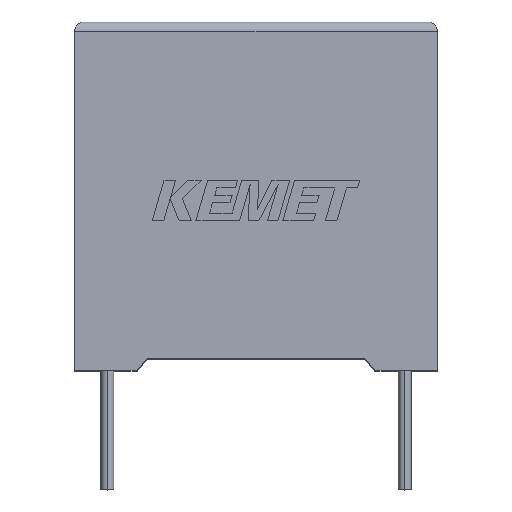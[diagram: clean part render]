
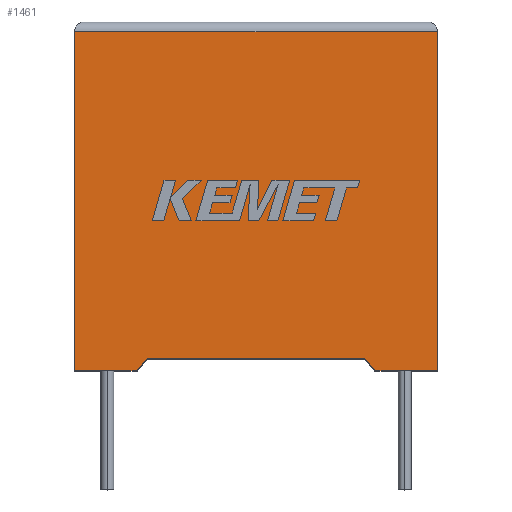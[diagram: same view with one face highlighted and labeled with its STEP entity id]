
A CAD part, top view. The second image highlights one B-rep face of the part: STEP entity #1461.
In plain terms, the highlighted planar face has unit normal (0, 0, 1).
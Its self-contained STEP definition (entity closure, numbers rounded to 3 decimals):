
#18 = ORIENTED_EDGE ( 'NONE', *, *, #1161, .T. ) ;
#100 = DIRECTION ( 'NONE',  ( 0., -1., 0. ) ) ;
#101 = VERTEX_POINT ( 'NONE', #2038 ) ;
#164 = LINE ( 'NONE', #635, #2118 ) ;
#243 = DIRECTION ( 'NONE',  ( -0.642, -0.767, 0. ) ) ;
#336 = EDGE_CURVE ( 'NONE', #1299, #1396, #701, .T. ) ;
#498 = CARTESIAN_POINT ( 'NONE',  ( 3.658, 0.607, 6.2 ) ) ;
#512 = ORIENTED_EDGE ( 'NONE', *, *, #1220, .T. ) ;
#523 = DIRECTION ( 'NONE',  ( -1., 0., 0. ) ) ;
#626 = ORIENTED_EDGE ( 'NONE', *, *, #2037, .F. ) ;
#635 = CARTESIAN_POINT ( 'NONE',  ( 0., 0., 6.2 ) ) ;
#701 = LINE ( 'NONE', #2400, #1596 ) ;
#784 = ORIENTED_EDGE ( 'NONE', *, *, #2365, .T. ) ;
#848 = CARTESIAN_POINT ( 'NONE',  ( 0., 0., 6.2 ) ) ;
#913 = LINE ( 'NONE', #3054, #2058 ) ;
#916 = AXIS2_PLACEMENT_3D ( 'NONE', #1708, #2658, #523 ) ;
#941 = LINE ( 'NONE', #959, #2833 ) ;
#959 = CARTESIAN_POINT ( 'NONE',  ( 9.15, 0.607, 6.2 ) ) ;
#970 = VECTOR ( 'NONE', #100, 1000. ) ;
#1150 = CARTESIAN_POINT ( 'NONE',  ( 0., 0., 6.2 ) ) ;
#1161 = EDGE_CURVE ( 'NONE', #2831, #1317, #2256, .T. ) ;
#1202 = CARTESIAN_POINT ( 'NONE',  ( 0., 17.1, 6.2 ) ) ;
#1220 = EDGE_CURVE ( 'NONE', #101, #1299, #2501, .T. ) ;
#1227 = FACE_OUTER_BOUND ( 'NONE', #2235, .T. ) ;
#1281 = EDGE_CURVE ( 'NONE', #1436, #101, #913, .T. ) ;
#1299 = VERTEX_POINT ( 'NONE', #2783 ) ;
#1317 = VERTEX_POINT ( 'NONE', #1150 ) ;
#1360 = ORIENTED_EDGE ( 'NONE', *, *, #1281, .T. ) ;
#1396 = VERTEX_POINT ( 'NONE', #1441 ) ;
#1415 = VECTOR ( 'NONE', #2220, 1000. ) ;
#1422 = ORIENTED_EDGE ( 'NONE', *, *, #3049, .T. ) ;
#1436 = VERTEX_POINT ( 'NONE', #2841 ) ;
#1441 = CARTESIAN_POINT ( 'NONE',  ( 18.3, 17.1, 6.2 ) ) ;
#1461 = ADVANCED_FACE ( 'NONE', ( #1227 ), #2879, .F. ) ;
#1576 = CARTESIAN_POINT ( 'NONE',  ( 0., 0., 6.2 ) ) ;
#1596 = VECTOR ( 'NONE', #2857, 1000. ) ;
#1616 = DIRECTION ( 'NONE',  ( 1., 0., 0. ) ) ;
#1653 = CARTESIAN_POINT ( 'NONE',  ( 3.15, 0., 6.2 ) ) ;
#1668 = LINE ( 'NONE', #1653, #2988 ) ;
#1708 = CARTESIAN_POINT ( 'NONE',  ( 0., 0., 6.2 ) ) ;
#1720 = DIRECTION ( 'NONE',  ( -1., 0., 0. ) ) ;
#1757 = ORIENTED_EDGE ( 'NONE', *, *, #336, .T. ) ;
#1801 = CARTESIAN_POINT ( 'NONE',  ( 3.15, 0., 6.2 ) ) ;
#1907 = ORIENTED_EDGE ( 'NONE', *, *, #2865, .F. ) ;
#2037 = EDGE_CURVE ( 'NONE', #1436, #2683, #941, .T. ) ;
#2038 = CARTESIAN_POINT ( 'NONE',  ( 15.15, 0., 6.2 ) ) ;
#2058 = VECTOR ( 'NONE', #2771, 1000. ) ;
#2061 = VECTOR ( 'NONE', #1720, 1000. ) ;
#2118 = VECTOR ( 'NONE', #1616, 1000. ) ;
#2220 = DIRECTION ( 'NONE',  ( 1., 0., 0. ) ) ;
#2235 = EDGE_LOOP ( 'NONE', ( #1757, #784, #18, #1422, #1907, #626, #1360, #512 ) ) ;
#2256 = LINE ( 'NONE', #1576, #970 ) ;
#2365 = EDGE_CURVE ( 'NONE', #1396, #2831, #2665, .T. ) ;
#2400 = CARTESIAN_POINT ( 'NONE',  ( 18.3, 0., 6.2 ) ) ;
#2491 = VERTEX_POINT ( 'NONE', #1801 ) ;
#2501 = LINE ( 'NONE', #848, #1415 ) ;
#2658 = DIRECTION ( 'NONE',  ( 0., 0., -1. ) ) ;
#2665 = LINE ( 'NONE', #1202, #2061 ) ;
#2683 = VERTEX_POINT ( 'NONE', #498 ) ;
#2771 = DIRECTION ( 'NONE',  ( 0.642, -0.767, 0. ) ) ;
#2783 = CARTESIAN_POINT ( 'NONE',  ( 18.3, 0., 6.2 ) ) ;
#2824 = DIRECTION ( 'NONE',  ( -1., 0., 0. ) ) ;
#2831 = VERTEX_POINT ( 'NONE', #2978 ) ;
#2833 = VECTOR ( 'NONE', #2824, 1000. ) ;
#2841 = CARTESIAN_POINT ( 'NONE',  ( 14.642, 0.607, 6.2 ) ) ;
#2857 = DIRECTION ( 'NONE',  ( 0., 1., 0. ) ) ;
#2865 = EDGE_CURVE ( 'NONE', #2683, #2491, #1668, .T. ) ;
#2879 = PLANE ( 'NONE',  #916 ) ;
#2978 = CARTESIAN_POINT ( 'NONE',  ( 0., 17.1, 6.2 ) ) ;
#2988 = VECTOR ( 'NONE', #243, 1000. ) ;
#3049 = EDGE_CURVE ( 'NONE', #1317, #2491, #164, .T. ) ;
#3054 = CARTESIAN_POINT ( 'NONE',  ( 15.15, 0., 6.2 ) ) ;
